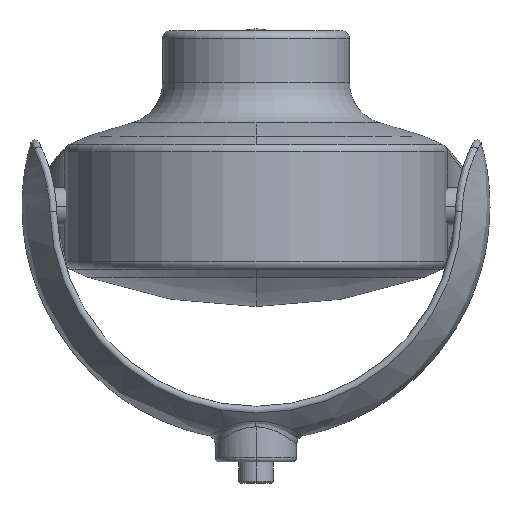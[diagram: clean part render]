
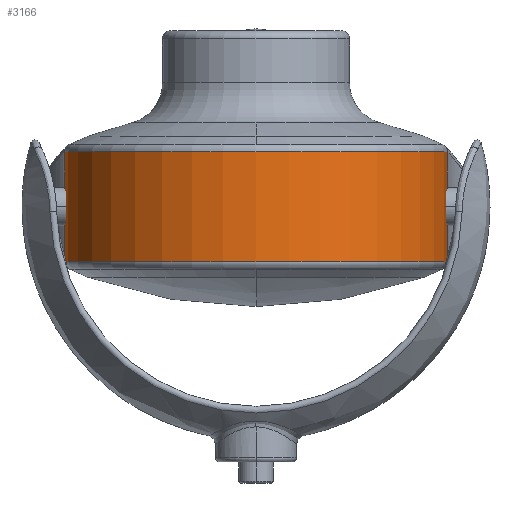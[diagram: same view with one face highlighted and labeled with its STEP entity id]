
A CAD part, front view. The second image highlights one B-rep face of the part: STEP entity #3166.
In plain terms, the highlighted cylindrical face has radius 23 mm (diameter 46 mm), a partial arc.
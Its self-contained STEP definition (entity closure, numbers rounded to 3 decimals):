
#18 = VECTOR ( 'NONE', #193, 1000. ) ;
#170 = AXIS2_PLACEMENT_3D ( 'NONE', #585, #2075, #3276 ) ;
#193 = DIRECTION ( 'NONE',  ( 0., 0., 1. ) ) ;
#430 = CIRCLE ( 'NONE', #1229, 23. ) ;
#567 = DIRECTION ( 'NONE',  ( -1., 0., 0. ) ) ;
#573 = CARTESIAN_POINT ( 'NONE',  ( 22.993, -0.556, -0.01 ) ) ;
#585 = CARTESIAN_POINT ( 'NONE',  ( 0., 0., -0.01 ) ) ;
#677 = VERTEX_POINT ( 'NONE', #1433 ) ;
#879 = VECTOR ( 'NONE', #2896, 1000. ) ;
#1021 = ORIENTED_EDGE ( 'NONE', *, *, #1865, .F. ) ;
#1090 = EDGE_LOOP ( 'NONE', ( #1021, #3186, #2738, #4149 ) ) ;
#1106 = CIRCLE ( 'NONE', #1926, 23. ) ;
#1190 = EDGE_CURVE ( 'NONE', #677, #4919, #3708, .T. ) ;
#1229 = AXIS2_PLACEMENT_3D ( 'NONE', #2825, #2082, #1760 ) ;
#1417 = CARTESIAN_POINT ( 'NONE',  ( -22.993, -0.556, 5.39 ) ) ;
#1420 = EDGE_CURVE ( 'NONE', #4919, #2112, #430, .T. ) ;
#1433 = CARTESIAN_POINT ( 'NONE',  ( 22.993, -0.556, 5.39 ) ) ;
#1760 = DIRECTION ( 'NONE',  ( 1., 0., 0. ) ) ;
#1865 = EDGE_CURVE ( 'NONE', #3021, #2112, #2867, .T. ) ;
#1926 = AXIS2_PLACEMENT_3D ( 'NONE', #3288, #3346, #567 ) ;
#2075 = DIRECTION ( 'NONE',  ( 0., 0., 1. ) ) ;
#2082 = DIRECTION ( 'NONE',  ( 0., 0., -1. ) ) ;
#2112 = VERTEX_POINT ( 'NONE', #4201 ) ;
#2131 = FACE_OUTER_BOUND ( 'NONE', #1090, .T. ) ;
#2738 = ORIENTED_EDGE ( 'NONE', *, *, #1190, .T. ) ;
#2825 = CARTESIAN_POINT ( 'NONE',  ( 0., 0., 18.61 ) ) ;
#2867 = LINE ( 'NONE', #3664, #879 ) ;
#2896 = DIRECTION ( 'NONE',  ( 0., 0., 1. ) ) ;
#3021 = VERTEX_POINT ( 'NONE', #1417 ) ;
#3166 = ADVANCED_FACE ( 'NONE', ( #2131 ), #4043, .T. ) ;
#3186 = ORIENTED_EDGE ( 'NONE', *, *, #5025, .T. ) ;
#3276 = DIRECTION ( 'NONE',  ( 1., 0., 0. ) ) ;
#3288 = CARTESIAN_POINT ( 'NONE',  ( 0., 0., 5.39 ) ) ;
#3346 = DIRECTION ( 'NONE',  ( 0., 0., 1. ) ) ;
#3664 = CARTESIAN_POINT ( 'NONE',  ( -22.993, -0.556, -0.01 ) ) ;
#3708 = LINE ( 'NONE', #573, #18 ) ;
#4002 = CARTESIAN_POINT ( 'NONE',  ( 22.993, -0.556, 18.61 ) ) ;
#4043 = CYLINDRICAL_SURFACE ( 'NONE', #170, 23. ) ;
#4149 = ORIENTED_EDGE ( 'NONE', *, *, #1420, .T. ) ;
#4201 = CARTESIAN_POINT ( 'NONE',  ( -22.993, -0.556, 18.61 ) ) ;
#4919 = VERTEX_POINT ( 'NONE', #4002 ) ;
#5025 = EDGE_CURVE ( 'NONE', #3021, #677, #1106, .T. ) ;
